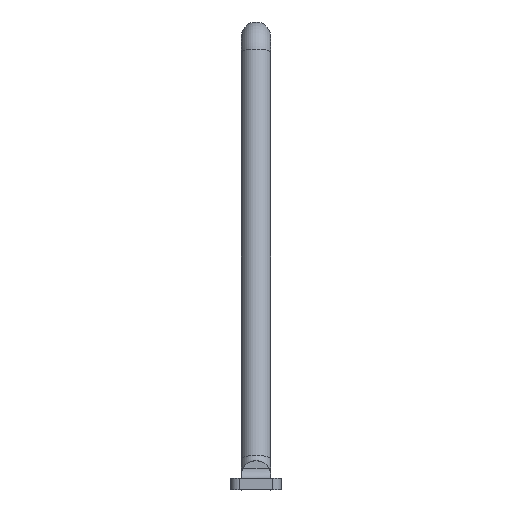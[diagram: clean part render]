
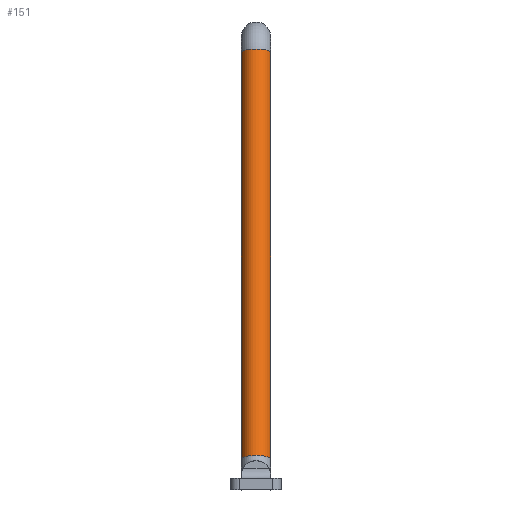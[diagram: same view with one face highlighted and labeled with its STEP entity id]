
A CAD part, front view. The second image highlights one B-rep face of the part: STEP entity #151.
In plain terms, the highlighted cylindrical face has radius 3.175 mm (diameter 6.35 mm), a full revolution.
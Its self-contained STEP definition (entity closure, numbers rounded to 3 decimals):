
#151 = ADVANCED_FACE( '', ( #308, #309 ), #310, .T. );
#308 = FACE_OUTER_BOUND( '', #457, .T. );
#309 = FACE_OUTER_BOUND( '', #458, .T. );
#310 = CYLINDRICAL_SURFACE( '', #459, 3.175 );
#457 = EDGE_LOOP( '', ( #832 ) );
#458 = EDGE_LOOP( '', ( #833 ) );
#459 = AXIS2_PLACEMENT_3D( '', #834, #835, #836 );
#832 = ORIENTED_EDGE( '', *, *, #951, .F. );
#833 = ORIENTED_EDGE( '', *, *, #903, .T. );
#834 = CARTESIAN_POINT( '', ( 0., -179.005, 91.72 ) );
#835 = DIRECTION( '', ( 0., 0.259, 0.966 ) );
#836 = DIRECTION( '', ( 0., 0.966, -0.259 ) );
#903 = EDGE_CURVE( '', #1095, #1095, #1096, .F. );
#951 = EDGE_CURVE( '', #1163, #1163, #1164, .F. );
#1095 = VERTEX_POINT( '', #1368 );
#1096 = CIRCLE( '', #1369, 3.175 );
#1163 = VERTEX_POINT( '', #1456 );
#1164 = CIRCLE( '', #1457, 3.175 );
#1368 = CARTESIAN_POINT( '', ( 3.175, -179.005, 91.72 ) );
#1369 = AXIS2_PLACEMENT_3D( '', #1624, #1625, #1626 );
#1456 = CARTESIAN_POINT( '', ( 3.175, -202.636, 3.53 ) );
#1457 = AXIS2_PLACEMENT_3D( '', #1686, #1687, #1688 );
#1624 = CARTESIAN_POINT( '', ( 0., -179.005, 91.72 ) );
#1625 = DIRECTION( '', ( 0., 0.259, 0.966 ) );
#1626 = DIRECTION( '', ( 1., 0., 0. ) );
#1686 = CARTESIAN_POINT( '', ( 0., -202.636, 3.53 ) );
#1687 = DIRECTION( '', ( 0., 0.259, 0.966 ) );
#1688 = DIRECTION( '', ( 1., 0., 0. ) );
